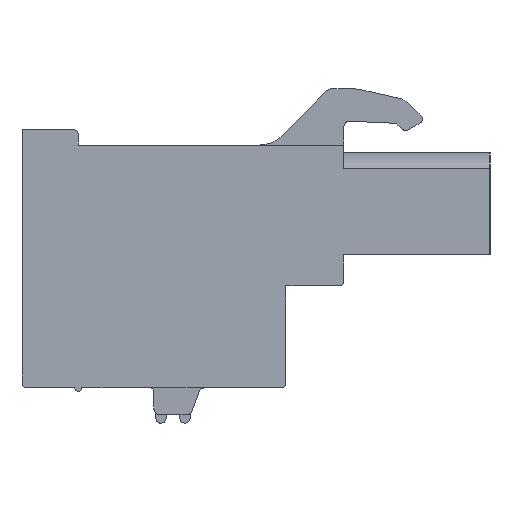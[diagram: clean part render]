
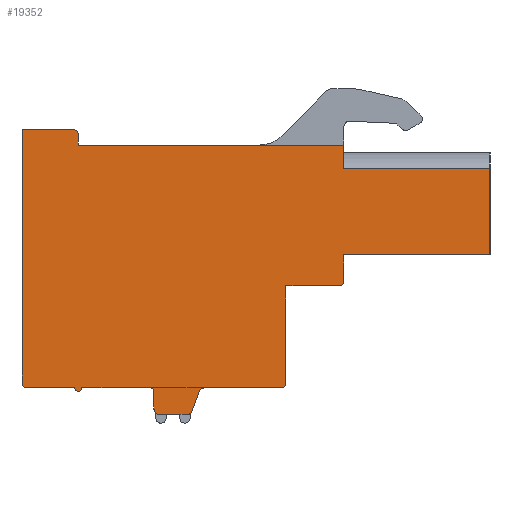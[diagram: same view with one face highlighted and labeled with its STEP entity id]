
A CAD part, left-side view. The second image highlights one B-rep face of the part: STEP entity #19352.
In plain terms, the highlighted planar face has unit normal (-1, 0, 0).
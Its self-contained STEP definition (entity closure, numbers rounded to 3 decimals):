
#1=CARTESIAN_POINT('',(0.,-5.36,-0.74));
#2=DIRECTION('',(-1.,0.,0.));
#3=DIRECTION('',(0.,0.,-1.));
#4=AXIS2_PLACEMENT_3D('',#1,#2,#3);
#6=CARTESIAN_POINT('',(0.,-2.06,-6.54));
#7=DIRECTION('',(1.,0.,0.));
#8=DIRECTION('',(0.,-1.,0.));
#9=AXIS2_PLACEMENT_3D('',#6,#7,#8);
#11=DIRECTION('',(0.,1.,0.));
#12=VECTOR('',#11,4.34);
#13=CARTESIAN_POINT('',(0.,-2.06,-6.84));
#14=LINE('',#13,#12);
#15=CARTESIAN_POINT('',(0.,2.28,-7.14));
#16=DIRECTION('',(-1.,0.,0.));
#17=DIRECTION('',(0.,0.,1.));
#18=AXIS2_PLACEMENT_3D('',#15,#16,#17);
#20=DIRECTION('',(0.,0.345,-0.939));
#21=VECTOR('',#20,1.179);
#22=CARTESIAN_POINT('',(0.,2.562,-7.037));
#23=LINE('',#22,#21);
#24=CARTESIAN_POINT('',(0.,3.25,-8.04));
#25=DIRECTION('',(1.,0.,0.));
#26=DIRECTION('',(0.,-0.939,-0.345));
#27=AXIS2_PLACEMENT_3D('',#24,#25,#26);
#29=DIRECTION('',(0.,1.,0.));
#30=VECTOR('',#29,1.59);
#31=CARTESIAN_POINT('',(0.,3.25,-8.34));
#32=LINE('',#31,#30);
#33=CARTESIAN_POINT('',(0.,4.84,-8.04));
#34=DIRECTION('',(1.,0.,0.));
#35=DIRECTION('',(0.,0.,-1.));
#36=AXIS2_PLACEMENT_3D('',#33,#34,#35);
#38=DIRECTION('',(0.,0.,1.));
#39=VECTOR('',#38,1.);
#40=CARTESIAN_POINT('',(0.,5.14,-8.04));
#41=LINE('',#40,#39);
#42=CARTESIAN_POINT('',(0.,5.34,-7.04));
#43=DIRECTION('',(-1.,0.,0.));
#44=DIRECTION('',(0.,-1.,0.));
#45=AXIS2_PLACEMENT_3D('',#42,#43,#44);
#47=DIRECTION('',(0.,1.,0.));
#48=VECTOR('',#47,3.9);
#49=CARTESIAN_POINT('',(0.,5.34,-6.84));
#50=LINE('',#49,#48);
#51=CARTESIAN_POINT('',(0.,9.44,-6.84));
#52=DIRECTION('',(1.,0.,0.));
#53=DIRECTION('',(0.,-1.,0.));
#54=AXIS2_PLACEMENT_3D('',#51,#52,#53);
#56=DIRECTION('',(0.,1.,0.));
#57=VECTOR('',#56,2.7);
#58=CARTESIAN_POINT('',(0.,9.64,-6.84));
#59=LINE('',#58,#57);
#60=CARTESIAN_POINT('',(0.,12.34,-6.54));
#61=DIRECTION('',(1.,0.,0.));
#62=DIRECTION('',(0.,0.,-1.));
#63=AXIS2_PLACEMENT_3D('',#60,#61,#62);
#65=DIRECTION('',(0.,0.,1.));
#66=VECTOR('',#65,0.5);
#67=CARTESIAN_POINT('',(0.,12.64,-6.54));
#68=LINE('',#67,#66);
#69=DIRECTION('',(0.,0.,1.));
#70=VECTOR('',#69,13.9);
#71=CARTESIAN_POINT('',(0.,12.64,-6.04));
#72=LINE('',#71,#70);
#73=DIRECTION('',(0.,-1.,0.));
#74=VECTOR('',#73,2.9);
#75=CARTESIAN_POINT('',(0.,12.64,7.86));
#76=LINE('',#75,#74);
#77=CARTESIAN_POINT('',(0.,9.74,7.56));
#78=DIRECTION('',(1.,0.,0.));
#79=DIRECTION('',(0.,0.,1.));
#80=AXIS2_PLACEMENT_3D('',#77,#78,#79);
#82=DIRECTION('',(0.,0.,-1.));
#83=VECTOR('',#82,0.6);
#84=CARTESIAN_POINT('',(0.,9.44,7.56));
#85=LINE('',#84,#83);
#86=DIRECTION('',(0.,-1.,0.));
#87=VECTOR('',#86,15.1);
#88=CARTESIAN_POINT('',(0.,9.44,6.96));
#89=LINE('',#88,#87);
#90=DIRECTION('',(0.,1.,0.));
#91=VECTOR('',#90,8.3);
#92=CARTESIAN_POINT('',(0.,-13.96,5.635));
#93=LINE('',#92,#91);
#94=DIRECTION('',(0.,1.,0.));
#95=VECTOR('',#94,8.3);
#96=CARTESIAN_POINT('',(0.,-13.96,0.73));
#97=LINE('',#96,#95);
#98=DIRECTION('',(0.,0.,-1.));
#99=VECTOR('',#98,1.47);
#100=CARTESIAN_POINT('',(0.,-5.66,0.73));
#101=LINE('',#100,#99);
#1566=DIRECTION('',(0.,0.,1.));
#1567=VECTOR('',#1566,4.905);
#1568=CARTESIAN_POINT('',(0.,-13.96,0.73));
#1569=LINE('',#1568,#1567);
#2532=DIRECTION('',(0.,0.,1.));
#2533=VECTOR('',#2532,1.325);
#2534=CARTESIAN_POINT('',(0.,-5.66,5.635));
#2535=LINE('',#2534,#2533);
#7659=DIRECTION('',(0.,0.,1.));
#7660=VECTOR('',#7659,5.5);
#7661=CARTESIAN_POINT('',(0.,-2.36,-6.54));
#7662=LINE('',#7661,#7660);
#7667=DIRECTION('',(0.,-1.,0.));
#7668=VECTOR('',#7667,3.);
#7669=CARTESIAN_POINT('',(0.,-2.36,-1.04));
#7670=LINE('',#7669,#7668);
#14687=CARTESIAN_POINT('',(0.,12.34,-6.84));
#14688=CARTESIAN_POINT('',(0.,12.64,-6.54));
#14689=VERTEX_POINT('',#14687);
#14690=VERTEX_POINT('',#14688);
#14691=CARTESIAN_POINT('',(0.,12.64,-6.04));
#14692=VERTEX_POINT('',#14691);
#14693=CARTESIAN_POINT('',(0.,12.64,7.86));
#14694=VERTEX_POINT('',#14693);
#14695=CARTESIAN_POINT('',(0.,9.74,7.86));
#14696=VERTEX_POINT('',#14695);
#14697=CARTESIAN_POINT('',(0.,9.44,7.56));
#14698=VERTEX_POINT('',#14697);
#14699=CARTESIAN_POINT('',(0.,9.44,6.96));
#14700=VERTEX_POINT('',#14699);
#14701=CARTESIAN_POINT('',(0.,-5.66,6.96));
#14702=VERTEX_POINT('',#14701);
#14703=CARTESIAN_POINT('',(0.,-13.96,0.73));
#14704=CARTESIAN_POINT('',(0.,-5.66,0.73));
#14705=VERTEX_POINT('',#14703);
#14706=VERTEX_POINT('',#14704);
#14707=CARTESIAN_POINT('',(0.,-2.36,-6.54));
#14708=CARTESIAN_POINT('',(0.,-2.06,-6.84));
#14709=VERTEX_POINT('',#14707);
#14710=VERTEX_POINT('',#14708);
#14711=CARTESIAN_POINT('',(0.,2.28,-6.84));
#14712=VERTEX_POINT('',#14711);
#14713=CARTESIAN_POINT('',(0.,2.562,-7.037));
#14714=VERTEX_POINT('',#14713);
#14715=CARTESIAN_POINT('',(0.,2.968,-8.143));
#14716=VERTEX_POINT('',#14715);
#14717=CARTESIAN_POINT('',(0.,3.25,-8.34));
#14718=VERTEX_POINT('',#14717);
#14719=CARTESIAN_POINT('',(0.,4.84,-8.34));
#14720=VERTEX_POINT('',#14719);
#14721=CARTESIAN_POINT('',(0.,5.14,-8.04));
#14722=VERTEX_POINT('',#14721);
#14723=CARTESIAN_POINT('',(0.,5.14,-7.04));
#14724=VERTEX_POINT('',#14723);
#14725=CARTESIAN_POINT('',(0.,5.34,-6.84));
#14726=VERTEX_POINT('',#14725);
#14727=CARTESIAN_POINT('',(0.,9.24,-6.84));
#14728=VERTEX_POINT('',#14727);
#14729=CARTESIAN_POINT('',(0.,9.64,-6.84));
#14730=VERTEX_POINT('',#14729);
#15023=CARTESIAN_POINT('',(0.,-13.96,5.635));
#15024=CARTESIAN_POINT('',(0.,-5.66,5.635));
#15025=VERTEX_POINT('',#15023);
#15026=VERTEX_POINT('',#15024);
#19143=CARTESIAN_POINT('',(0.,-5.36,-1.04));
#19144=CARTESIAN_POINT('',(0.,-5.66,-0.74));
#19145=VERTEX_POINT('',#19143);
#19146=VERTEX_POINT('',#19144);
#19147=CARTESIAN_POINT('',(0.,-2.36,-1.04));
#19148=VERTEX_POINT('',#19147);
#19291=CARTESIAN_POINT('',(0.,0.,0.));
#19292=DIRECTION('',(1.,0.,0.));
#19293=DIRECTION('',(0.,-1.,0.));
#19294=AXIS2_PLACEMENT_3D('',#19291,#19292,#19293);
#19295=PLANE('',#19294);
#19297=ORIENTED_EDGE('',*,*,#19296,.F.);
#19299=ORIENTED_EDGE('',*,*,#19298,.F.);
#19301=ORIENTED_EDGE('',*,*,#19300,.F.);
#19303=ORIENTED_EDGE('',*,*,#19302,.T.);
#19305=ORIENTED_EDGE('',*,*,#19304,.T.);
#19307=ORIENTED_EDGE('',*,*,#19306,.T.);
#19309=ORIENTED_EDGE('',*,*,#19308,.T.);
#19311=ORIENTED_EDGE('',*,*,#19310,.T.);
#19313=ORIENTED_EDGE('',*,*,#19312,.T.);
#19315=ORIENTED_EDGE('',*,*,#19314,.T.);
#19317=ORIENTED_EDGE('',*,*,#19316,.T.);
#19319=ORIENTED_EDGE('',*,*,#19318,.T.);
#19321=ORIENTED_EDGE('',*,*,#19320,.T.);
#19323=ORIENTED_EDGE('',*,*,#19322,.T.);
#19325=ORIENTED_EDGE('',*,*,#19324,.T.);
#19327=ORIENTED_EDGE('',*,*,#19326,.T.);
#19329=ORIENTED_EDGE('',*,*,#19328,.T.);
#19331=ORIENTED_EDGE('',*,*,#19330,.T.);
#19333=ORIENTED_EDGE('',*,*,#19332,.T.);
#19335=ORIENTED_EDGE('',*,*,#19334,.T.);
#19337=ORIENTED_EDGE('',*,*,#19336,.T.);
#19339=ORIENTED_EDGE('',*,*,#19338,.T.);
#19341=ORIENTED_EDGE('',*,*,#19340,.F.);
#19343=ORIENTED_EDGE('',*,*,#19342,.F.);
#19345=ORIENTED_EDGE('',*,*,#19344,.F.);
#19347=ORIENTED_EDGE('',*,*,#19346,.T.);
#19349=ORIENTED_EDGE('',*,*,#19348,.T.);
#19350=EDGE_LOOP('',(#19297,#19299,#19301,#19303,#19305,#19307,#19309,#19311,
#19313,#19315,#19317,#19319,#19321,#19323,#19325,#19327,#19329,#19331,#19333,
#19335,#19337,#19339,#19341,#19343,#19345,#19347,#19349));
#19351=FACE_OUTER_BOUND('',#19350,.F.);
#19352=ADVANCED_FACE('',(#19351),#19295,.F.);
#5=CIRCLE('',#4,0.3);
#10=CIRCLE('',#9,0.3);
#19=CIRCLE('',#18,0.3);
#28=CIRCLE('',#27,0.3);
#37=CIRCLE('',#36,0.3);
#46=CIRCLE('',#45,0.2);
#55=CIRCLE('',#54,0.2);
#64=CIRCLE('',#63,0.3);
#81=CIRCLE('',#80,0.3);
#19296=EDGE_CURVE('',#19145,#19146,#5,.T.);
#19298=EDGE_CURVE('',#19148,#19145,#7670,.T.);
#19300=EDGE_CURVE('',#14709,#19148,#7662,.T.);
#19302=EDGE_CURVE('',#14709,#14710,#10,.T.);
#19304=EDGE_CURVE('',#14710,#14712,#14,.T.);
#19306=EDGE_CURVE('',#14712,#14714,#19,.T.);
#19308=EDGE_CURVE('',#14714,#14716,#23,.T.);
#19310=EDGE_CURVE('',#14716,#14718,#28,.T.);
#19312=EDGE_CURVE('',#14718,#14720,#32,.T.);
#19314=EDGE_CURVE('',#14720,#14722,#37,.T.);
#19316=EDGE_CURVE('',#14722,#14724,#41,.T.);
#19318=EDGE_CURVE('',#14724,#14726,#46,.T.);
#19320=EDGE_CURVE('',#14726,#14728,#50,.T.);
#19322=EDGE_CURVE('',#14728,#14730,#55,.T.);
#19324=EDGE_CURVE('',#14730,#14689,#59,.T.);
#19326=EDGE_CURVE('',#14689,#14690,#64,.T.);
#19328=EDGE_CURVE('',#14690,#14692,#68,.T.);
#19330=EDGE_CURVE('',#14692,#14694,#72,.T.);
#19332=EDGE_CURVE('',#14694,#14696,#76,.T.);
#19334=EDGE_CURVE('',#14696,#14698,#81,.T.);
#19336=EDGE_CURVE('',#14698,#14700,#85,.T.);
#19338=EDGE_CURVE('',#14700,#14702,#89,.T.);
#19340=EDGE_CURVE('',#15026,#14702,#2535,.T.);
#19342=EDGE_CURVE('',#15025,#15026,#93,.T.);
#19344=EDGE_CURVE('',#14705,#15025,#1569,.T.);
#19346=EDGE_CURVE('',#14705,#14706,#97,.T.);
#19348=EDGE_CURVE('',#14706,#19146,#101,.T.);
